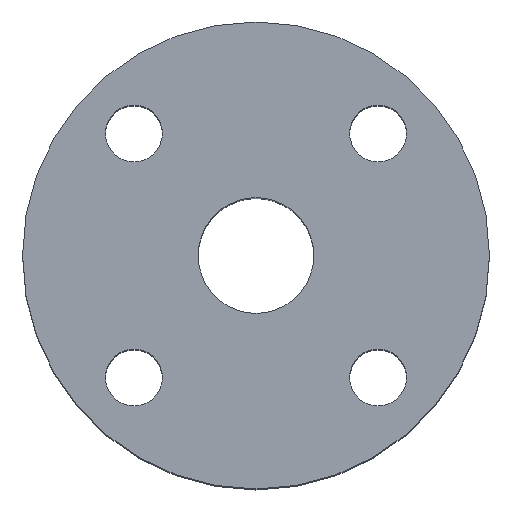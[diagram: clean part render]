
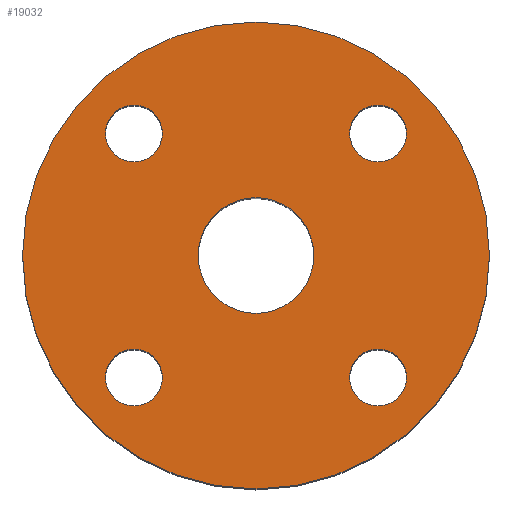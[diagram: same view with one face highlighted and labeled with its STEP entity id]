
A CAD part, top view. The second image highlights one B-rep face of the part: STEP entity #19032.
In plain terms, the highlighted planar face has unit normal (0, 0, 1).
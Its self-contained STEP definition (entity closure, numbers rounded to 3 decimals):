
#278 = AXIS2_PLACEMENT_3D ( 'NONE', #19701, #13739, #17814 ) ;
#321 = EDGE_CURVE ( 'NONE', #20588, #5330, #14238, .T. ) ;
#330 = VERTEX_POINT ( 'NONE', #11812 ) ;
#1182 = EDGE_CURVE ( 'NONE', #7508, #15194, #27379, .T. ) ;
#1202 = AXIS2_PLACEMENT_3D ( 'NONE', #12674, #21544, #10921 ) ;
#1286 = EDGE_LOOP ( 'NONE', ( #24034, #23127 ) ) ;
#1609 = CARTESIAN_POINT ( 'NONE',  ( 0., 0., 0. ) ) ;
#1640 = CIRCLE ( 'NONE', #17917, 57.5 ) ;
#1986 = ORIENTED_EDGE ( 'NONE', *, *, #20298, .F. ) ;
#2066 = CIRCLE ( 'NONE', #8576, 14.25 ) ;
#2138 = ORIENTED_EDGE ( 'NONE', *, *, #4933, .T. ) ;
#2153 = DIRECTION ( 'NONE',  ( 1., 0., 0. ) ) ;
#2491 = DIRECTION ( 'NONE',  ( 0., 0., 1. ) ) ;
#2586 = DIRECTION ( 'NONE',  ( 0., 0., 1. ) ) ;
#3180 = DIRECTION ( 'NONE',  ( 0., -1., 0. ) ) ;
#3261 = ORIENTED_EDGE ( 'NONE', *, *, #14257, .F. ) ;
#3402 = VERTEX_POINT ( 'NONE', #12904 ) ;
#3409 = CIRCLE ( 'NONE', #23401, 7. ) ;
#4040 = CARTESIAN_POINT ( 'NONE',  ( 30.052, -30.052, 0. ) ) ;
#4175 = DIRECTION ( 'NONE',  ( 0., 0., 1. ) ) ;
#4319 = FACE_BOUND ( 'NONE', #9727, .T. ) ;
#4462 = DIRECTION ( 'NONE',  ( 0., 0., -1. ) ) ;
#4522 = DIRECTION ( 'NONE',  ( -1., 0., 0. ) ) ;
#4750 = DIRECTION ( 'NONE',  ( 1., 0., 0. ) ) ;
#4817 = AXIS2_PLACEMENT_3D ( 'NONE', #20457, #27551, #9954 ) ;
#4933 = EDGE_CURVE ( 'NONE', #330, #3402, #15069, .T. ) ;
#5330 = VERTEX_POINT ( 'NONE', #8194 ) ;
#6174 = ORIENTED_EDGE ( 'NONE', *, *, #25817, .T. ) ;
#6361 = EDGE_LOOP ( 'NONE', ( #2138, #6174 ) ) ;
#6704 = CARTESIAN_POINT ( 'NONE',  ( 37.052, -30.052, 0. ) ) ;
#6902 = EDGE_LOOP ( 'NONE', ( #1986, #11548 ) ) ;
#6907 = DIRECTION ( 'NONE',  ( 0., 0., 1. ) ) ;
#7081 = FACE_BOUND ( 'NONE', #1286, .T. ) ;
#7508 = VERTEX_POINT ( 'NONE', #7992 ) ;
#7570 = DIRECTION ( 'NONE',  ( 0., 0., 1. ) ) ;
#7703 = AXIS2_PLACEMENT_3D ( 'NONE', #19739, #15818, #20025 ) ;
#7992 = CARTESIAN_POINT ( 'NONE',  ( -23.052, -30.052, 0. ) ) ;
#8194 = CARTESIAN_POINT ( 'NONE',  ( 37.052, 30.052, 0. ) ) ;
#8576 = AXIS2_PLACEMENT_3D ( 'NONE', #22671, #2586, #4750 ) ;
#9276 = PLANE ( 'NONE',  #18310 ) ;
#9727 = EDGE_LOOP ( 'NONE', ( #24208, #3261 ) ) ;
#9760 = CARTESIAN_POINT ( 'NONE',  ( 30.052, 30.052, 0. ) ) ;
#9954 = DIRECTION ( 'NONE',  ( 1., 0., 0. ) ) ;
#10203 = CARTESIAN_POINT ( 'NONE',  ( 23.052, 30.052, 0. ) ) ;
#10547 = EDGE_CURVE ( 'NONE', #18898, #25769, #21180, .T. ) ;
#10921 = DIRECTION ( 'NONE',  ( 0., 1., 0. ) ) ;
#11078 = EDGE_CURVE ( 'NONE', #25769, #18898, #13759, .T. ) ;
#11529 = CARTESIAN_POINT ( 'NONE',  ( -30.052, -30.052, 0. ) ) ;
#11548 = ORIENTED_EDGE ( 'NONE', *, *, #321, .F. ) ;
#11812 = CARTESIAN_POINT ( 'NONE',  ( 57.5, 0., 0. ) ) ;
#11932 = CARTESIAN_POINT ( 'NONE',  ( 30.052, -30.052, 0. ) ) ;
#12674 = CARTESIAN_POINT ( 'NONE',  ( -30.052, 30.052, 0. ) ) ;
#12904 = CARTESIAN_POINT ( 'NONE',  ( -57.5, 0., 0. ) ) ;
#12946 = DIRECTION ( 'NONE',  ( 1., 0., 0. ) ) ;
#13055 = CARTESIAN_POINT ( 'NONE',  ( 0., 14.25, 0. ) ) ;
#13550 = CIRCLE ( 'NONE', #18808, 7. ) ;
#13668 = EDGE_LOOP ( 'NONE', ( #19593, #21550 ) ) ;
#13739 = DIRECTION ( 'NONE',  ( 0., 0., 1. ) ) ;
#13759 = CIRCLE ( 'NONE', #1202, 7. ) ;
#13852 = DIRECTION ( 'NONE',  ( 1., 0., 0. ) ) ;
#14238 = CIRCLE ( 'NONE', #23805, 7. ) ;
#14257 = EDGE_CURVE ( 'NONE', #28146, #22355, #2066, .T. ) ;
#14885 = EDGE_CURVE ( 'NONE', #22355, #28146, #25200, .T. ) ;
#15069 = CIRCLE ( 'NONE', #17866, 57.5 ) ;
#15156 = CARTESIAN_POINT ( 'NONE',  ( 14.25, 0., 0. ) ) ;
#15194 = VERTEX_POINT ( 'NONE', #25977 ) ;
#15454 = ORIENTED_EDGE ( 'NONE', *, *, #10547, .F. ) ;
#15542 = FACE_BOUND ( 'NONE', #21044, .T. ) ;
#15818 = DIRECTION ( 'NONE',  ( 0., 0., 1. ) ) ;
#17295 = AXIS2_PLACEMENT_3D ( 'NONE', #19910, #28331, #2153 ) ;
#17814 = DIRECTION ( 'NONE',  ( 0., 1., 0. ) ) ;
#17866 = AXIS2_PLACEMENT_3D ( 'NONE', #1609, #26173, #12946 ) ;
#17917 = AXIS2_PLACEMENT_3D ( 'NONE', #26973, #6907, #20153 ) ;
#18310 = AXIS2_PLACEMENT_3D ( 'NONE', #13055, #4462, #26570 ) ;
#18350 = CARTESIAN_POINT ( 'NONE',  ( -23.052, 30.052, 0. ) ) ;
#18808 = AXIS2_PLACEMENT_3D ( 'NONE', #11932, #27477, #3180 ) ;
#18853 = EDGE_CURVE ( 'NONE', #23035, #20735, #13550, .T. ) ;
#18898 = VERTEX_POINT ( 'NONE', #18350 ) ;
#19032 = ADVANCED_FACE ( 'NONE', ( #26867, #7081, #15542, #20040, #4319, #24401 ), #9276, .F. ) ;
#19593 = ORIENTED_EDGE ( 'NONE', *, *, #19709, .F. ) ;
#19701 = CARTESIAN_POINT ( 'NONE',  ( -30.052, 30.052, 0. ) ) ;
#19709 = EDGE_CURVE ( 'NONE', #20735, #23035, #3409, .T. ) ;
#19739 = CARTESIAN_POINT ( 'NONE',  ( -30.052, -30.052, 0. ) ) ;
#19910 = CARTESIAN_POINT ( 'NONE',  ( 0., 0., 0. ) ) ;
#20025 = DIRECTION ( 'NONE',  ( -1., 0., 0. ) ) ;
#20040 = FACE_BOUND ( 'NONE', #6902, .T. ) ;
#20153 = DIRECTION ( 'NONE',  ( 1., 0., 0. ) ) ;
#20298 = EDGE_CURVE ( 'NONE', #5330, #20588, #21564, .T. ) ;
#20457 = CARTESIAN_POINT ( 'NONE',  ( 30.052, 30.052, 0. ) ) ;
#20588 = VERTEX_POINT ( 'NONE', #10203 ) ;
#20735 = VERTEX_POINT ( 'NONE', #6704 ) ;
#21044 = EDGE_LOOP ( 'NONE', ( #15454, #25559 ) ) ;
#21180 = CIRCLE ( 'NONE', #278, 7. ) ;
#21544 = DIRECTION ( 'NONE',  ( 0., 0., 1. ) ) ;
#21550 = ORIENTED_EDGE ( 'NONE', *, *, #18853, .F. ) ;
#21564 = CIRCLE ( 'NONE', #4817, 7. ) ;
#21792 = DIRECTION ( 'NONE',  ( 0., -1., 0. ) ) ;
#22355 = VERTEX_POINT ( 'NONE', #15156 ) ;
#22390 = CARTESIAN_POINT ( 'NONE',  ( -14.25, 0., 0. ) ) ;
#22671 = CARTESIAN_POINT ( 'NONE',  ( 0., 0., 0. ) ) ;
#23035 = VERTEX_POINT ( 'NONE', #24519 ) ;
#23127 = ORIENTED_EDGE ( 'NONE', *, *, #27484, .F. ) ;
#23401 = AXIS2_PLACEMENT_3D ( 'NONE', #4040, #4175, #21792 ) ;
#23805 = AXIS2_PLACEMENT_3D ( 'NONE', #9760, #7570, #13852 ) ;
#24034 = ORIENTED_EDGE ( 'NONE', *, *, #1182, .F. ) ;
#24208 = ORIENTED_EDGE ( 'NONE', *, *, #14885, .F. ) ;
#24401 = FACE_OUTER_BOUND ( 'NONE', #6361, .T. ) ;
#24519 = CARTESIAN_POINT ( 'NONE',  ( 23.052, -30.052, 0. ) ) ;
#24950 = CARTESIAN_POINT ( 'NONE',  ( -37.052, 30.052, 0. ) ) ;
#25200 = CIRCLE ( 'NONE', #17295, 14.25 ) ;
#25559 = ORIENTED_EDGE ( 'NONE', *, *, #11078, .F. ) ;
#25769 = VERTEX_POINT ( 'NONE', #24950 ) ;
#25817 = EDGE_CURVE ( 'NONE', #3402, #330, #1640, .T. ) ;
#25828 = CIRCLE ( 'NONE', #7703, 7. ) ;
#25968 = AXIS2_PLACEMENT_3D ( 'NONE', #11529, #2491, #4522 ) ;
#25977 = CARTESIAN_POINT ( 'NONE',  ( -37.052, -30.052, 0. ) ) ;
#26173 = DIRECTION ( 'NONE',  ( 0., 0., 1. ) ) ;
#26570 = DIRECTION ( 'NONE',  ( -1., 0., 0. ) ) ;
#26867 = FACE_BOUND ( 'NONE', #13668, .T. ) ;
#26973 = CARTESIAN_POINT ( 'NONE',  ( 0., 0., 0. ) ) ;
#27379 = CIRCLE ( 'NONE', #25968, 7. ) ;
#27477 = DIRECTION ( 'NONE',  ( 0., 0., 1. ) ) ;
#27484 = EDGE_CURVE ( 'NONE', #15194, #7508, #25828, .T. ) ;
#27551 = DIRECTION ( 'NONE',  ( 0., 0., 1. ) ) ;
#28146 = VERTEX_POINT ( 'NONE', #22390 ) ;
#28331 = DIRECTION ( 'NONE',  ( 0., 0., 1. ) ) ;
